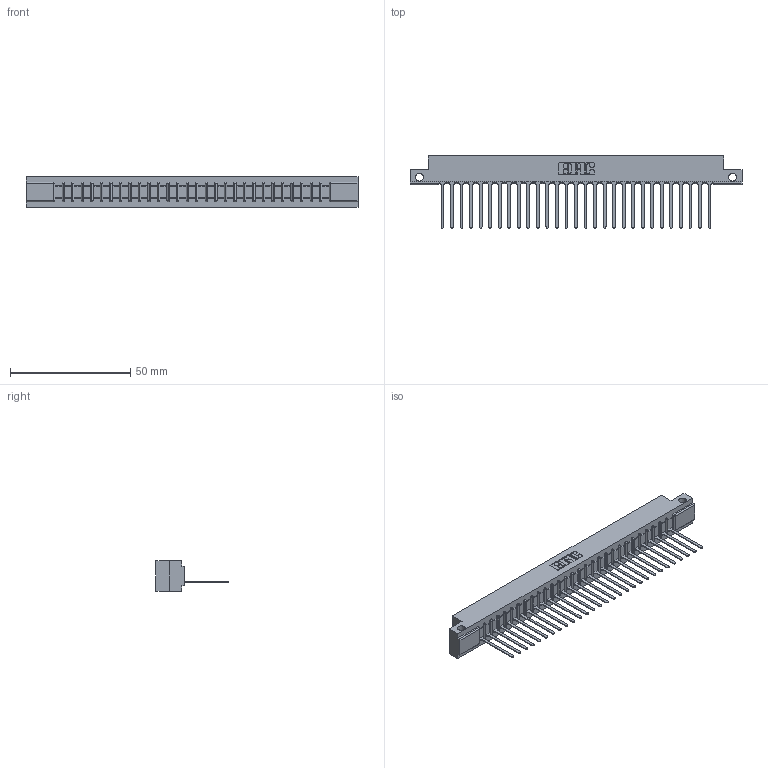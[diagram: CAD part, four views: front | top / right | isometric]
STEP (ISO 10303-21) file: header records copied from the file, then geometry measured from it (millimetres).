
FILE_DESCRIPTION (( 'STEP AP203' ), '1' );
FILE_NAME ('357-029-545-112.STEP', '2019-09-14T03:41:47', ( '' ), ( '' ), 'SwSTEP 2.0', 'SolidWorks 2016', '' );
FILE_SCHEMA (( 'CONFIG_CONTROL_DESIGN' ));
Length unit declared in the file: inch
Products named in the file (3): 307-290-001_545; 307 Part_.128 Dia Side Mounting Holes; 357-029-545-112
Assembly tree (30 placements, depth 2):
  357-029-545-112
    307 Part_.128 Dia Side Mounting Holes
    307-290-001_545  x29
Bounding box: 137.92 x 30 x 12.7 mm (x, y, z)
Volume: 14219.9 mm3; surface area: 15633 mm2
Topology: 30 solids, 30 shells, 1772 faces, 5021 edges, 3226 vertices
Faces by surface type: plane 1143, cylinder 569, sphere 60
Entity records: 26434 total; most frequent: CARTESIAN_POINT 4448, ORIENTED_EDGE 4434, DIRECTION 4333, EDGE_CURVE 2217, VECTOR 1695, LINE 1695, VERTEX_POINT 1434, AXIS2_PLACEMENT_3D 1319
